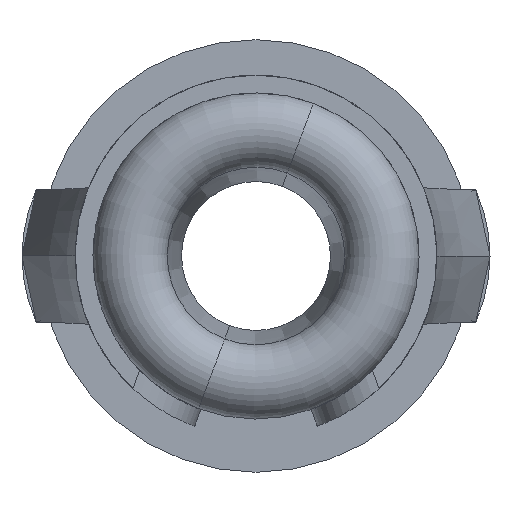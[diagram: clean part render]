
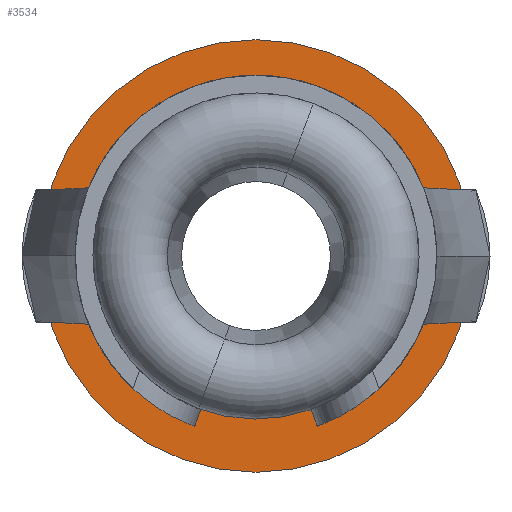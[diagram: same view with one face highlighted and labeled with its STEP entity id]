
A CAD part, left-side view. The second image highlights one B-rep face of the part: STEP entity #3534.
In plain terms, the highlighted planar face has unit normal (-1, 0, 0).
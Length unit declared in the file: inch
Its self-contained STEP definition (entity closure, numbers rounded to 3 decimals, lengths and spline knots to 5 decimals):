
#83 = CARTESIAN_POINT ( 'NONE',  ( 0.124, 0., -0.02275 ) ) ;
#139 = VERTEX_POINT ( 'NONE', #2253 ) ;
#344 = VERTEX_POINT ( 'NONE', #83 ) ;
#347 = DIRECTION ( 'NONE',  ( 1., 0., 0. ) ) ;
#354 = DIRECTION ( 'NONE',  ( 0., 0., -1. ) ) ;
#357 = CARTESIAN_POINT ( 'NONE',  ( 0.124, 0.02275, 0. ) ) ;
#423 = CIRCLE ( 'NONE', #4490, 0.0305 ) ;
#432 = AXIS2_PLACEMENT_3D ( 'NONE', #3289, #3587, #3685 ) ;
#447 = PLANE ( 'NONE',  #4183 ) ;
#623 = ORIENTED_EDGE ( 'NONE', *, *, #660, .F. ) ;
#660 = EDGE_CURVE ( 'NONE', #344, #1133, #4855, .T. ) ;
#698 = CARTESIAN_POINT ( 'NONE',  ( 0.124, 0., 0. ) ) ;
#710 = FACE_BOUND ( 'NONE', #2909, .T. ) ;
#867 = ORIENTED_EDGE ( 'NONE', *, *, #1422, .T. ) ;
#909 = CARTESIAN_POINT ( 'NONE',  ( 0.124, 0., 0. ) ) ;
#1007 = FACE_OUTER_BOUND ( 'NONE', #5206, .T. ) ;
#1133 = VERTEX_POINT ( 'NONE', #2593 ) ;
#1194 = ORIENTED_EDGE ( 'NONE', *, *, #2210, .T. ) ;
#1313 = DIRECTION ( 'NONE',  ( 0., 0., 1. ) ) ;
#1422 = EDGE_CURVE ( 'NONE', #139, #2187, #2055, .T. ) ;
#1488 = DIRECTION ( 'NONE',  ( -1., 0., 0. ) ) ;
#1784 = CARTESIAN_POINT ( 'NONE',  ( 0.124, 0., 0. ) ) ;
#1845 = DIRECTION ( 'NONE',  ( 0., 0., 1. ) ) ;
#1848 = EDGE_CURVE ( 'NONE', #1133, #344, #4076, .T. ) ;
#2055 = CIRCLE ( 'NONE', #432, 0.0305 ) ;
#2187 = VERTEX_POINT ( 'NONE', #2965 ) ;
#2210 = EDGE_CURVE ( 'NONE', #2187, #139, #423, .T. ) ;
#2253 = CARTESIAN_POINT ( 'NONE',  ( 0.124, 0., 0.0305 ) ) ;
#2593 = CARTESIAN_POINT ( 'NONE',  ( 0.124, 0., 0.02275 ) ) ;
#2909 = EDGE_LOOP ( 'NONE', ( #4272, #623 ) ) ;
#2965 = CARTESIAN_POINT ( 'NONE',  ( 0.124, 0., -0.0305 ) ) ;
#3289 = CARTESIAN_POINT ( 'NONE',  ( 0.124, 0., 0. ) ) ;
#3534 = ADVANCED_FACE ( 'NONE', ( #710, #1007 ), #447, .F. ) ;
#3587 = DIRECTION ( 'NONE',  ( -1., 0., 0. ) ) ;
#3685 = DIRECTION ( 'NONE',  ( 0., 0., 1. ) ) ;
#3799 = DIRECTION ( 'NONE',  ( -1., 0., 0. ) ) ;
#4076 = CIRCLE ( 'NONE', #4253, 0.02275 ) ;
#4183 = AXIS2_PLACEMENT_3D ( 'NONE', #357, #347, #354 ) ;
#4221 = DIRECTION ( 'NONE',  ( -1., 0., 0. ) ) ;
#4253 = AXIS2_PLACEMENT_3D ( 'NONE', #698, #1488, #4815 ) ;
#4272 = ORIENTED_EDGE ( 'NONE', *, *, #1848, .F. ) ;
#4490 = AXIS2_PLACEMENT_3D ( 'NONE', #909, #3799, #1313 ) ;
#4730 = AXIS2_PLACEMENT_3D ( 'NONE', #1784, #4221, #1845 ) ;
#4815 = DIRECTION ( 'NONE',  ( 0., 0., 1. ) ) ;
#4855 = CIRCLE ( 'NONE', #4730, 0.02275 ) ;
#5206 = EDGE_LOOP ( 'NONE', ( #867, #1194 ) ) ;
